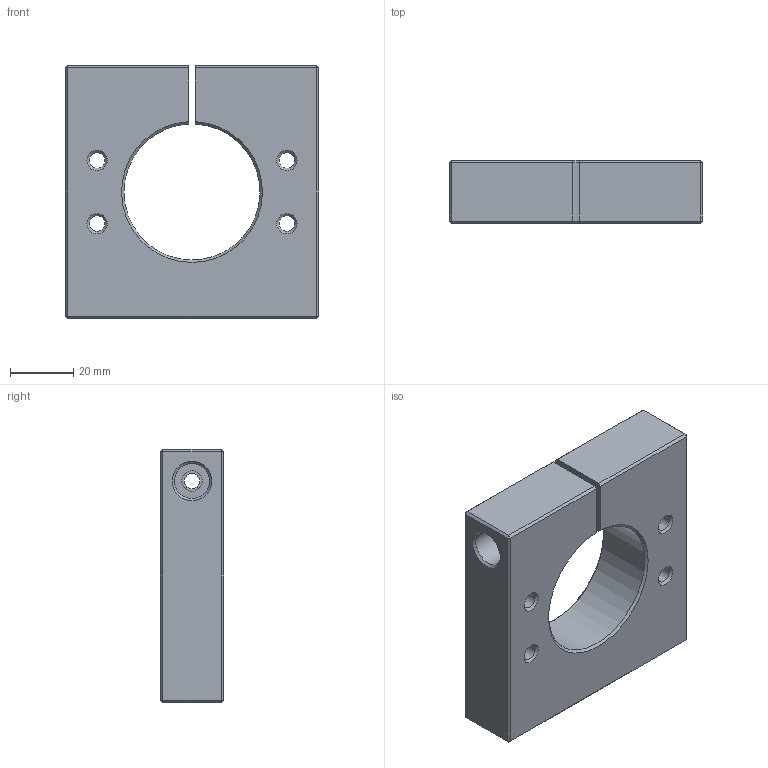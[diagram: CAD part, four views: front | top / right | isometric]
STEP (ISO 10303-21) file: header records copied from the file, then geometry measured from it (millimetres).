
FILE_DESCRIPTION(('HOOPS Exchange Step'),'2;1');
FILE_NAME('export-9A00A40F-C2D8-428E-B9EF-CD53542703B8.stp','2021-01-06T15:49:54+01:00',('User'),('Alibre'),'HOOPS Exchange 2020.1','Alibre','Unknown authorisation');
FILE_SCHEMA( ('AP242_MANAGED_MODEL_BASED_3D_ENGINEERING_MIM_LF {1 0 10303 442 1 1 4 }') );
Length unit declared in the file: millimetre
Products named in the file (1): 1068 AMB (Kress) Mounting Block V2.1 (80x80x20mm)
Bounding box: 80 x 20 x 80 mm (x, y, z)
Volume: 91634.3 mm3; surface area: 22754 mm2
Topology: 1 solids, 1 shells, 67 faces, 169 edges, 106 vertices
Faces by surface type: plane 33, cone 20, cylinder 14
Full cylindrical faces by diameter (mm): 4.134 x2, 4.917 x5, 6.5 x2, 6.647 x2, 11 x1
Entity records: 2043 total; most frequent: DIRECTION 365, CARTESIAN_POINT 352, ORIENTED_EDGE 330, EDGE_CURVE 165, AXIS2_PLACEMENT_3D 135, VERTEX_POINT 106, VECTOR 95, LINE 95
